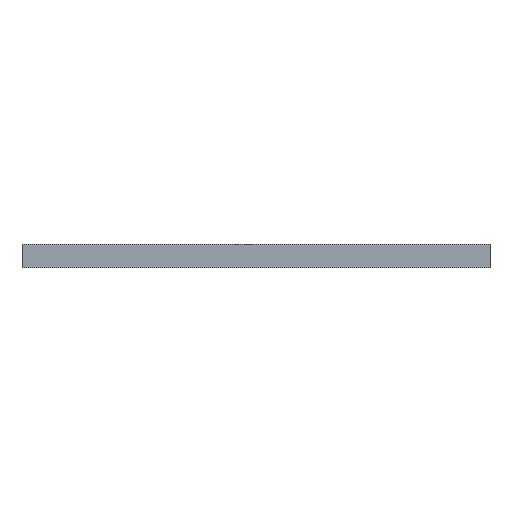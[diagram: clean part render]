
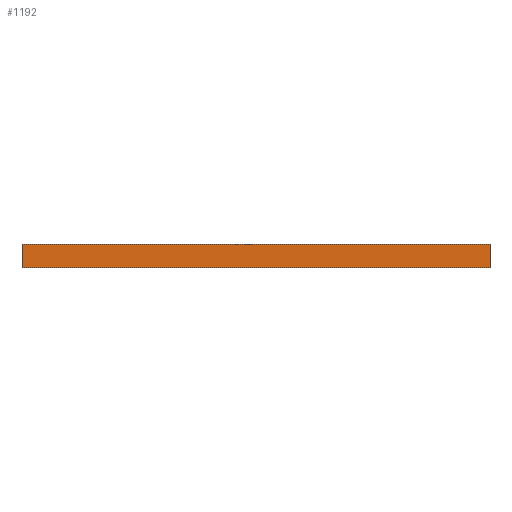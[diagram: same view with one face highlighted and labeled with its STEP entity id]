
A CAD part, front view. The second image highlights one B-rep face of the part: STEP entity #1192.
In plain terms, the highlighted planar face has unit normal (0, -1, 0).
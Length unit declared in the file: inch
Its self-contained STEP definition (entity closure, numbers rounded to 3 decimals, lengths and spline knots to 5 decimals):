
#30 = PLANE ( 'NONE',  #896 ) ;
#240 = LINE ( 'NONE', #929, #2827 ) ;
#896 = AXIS2_PLACEMENT_3D ( 'NONE', #1571, #2187, #3737 ) ;
#929 = CARTESIAN_POINT ( 'NONE',  ( -0.59055, -0.59055, 0.01969 ) ) ;
#1011 = EDGE_CURVE ( 'NONE', #6712, #4771, #240, .T. ) ;
#1192 = ADVANCED_FACE ( 'NONE', ( #5364 ), #30, .T. ) ;
#1305 = ORIENTED_EDGE ( 'NONE', *, *, #4889, .T. ) ;
#1358 = VECTOR ( 'NONE', #6831, 39.37008 ) ;
#1415 = CARTESIAN_POINT ( 'NONE',  ( -0.59055, -0.59055, 0. ) ) ;
#1562 = CARTESIAN_POINT ( 'NONE',  ( 0.59055, -0.59055, 0. ) ) ;
#1571 = CARTESIAN_POINT ( 'NONE',  ( -0.59055, -0.59055, 0. ) ) ;
#1712 = EDGE_CURVE ( 'NONE', #5406, #6712, #2961, .T. ) ;
#1936 = DIRECTION ( 'NONE',  ( 1., 0., 0. ) ) ;
#2022 = ORIENTED_EDGE ( 'NONE', *, *, #1011, .F. ) ;
#2187 = DIRECTION ( 'NONE',  ( 0., -1., 0. ) ) ;
#2577 = DIRECTION ( 'NONE',  ( 0., 0., 1. ) ) ;
#2771 = LINE ( 'NONE', #4458, #4557 ) ;
#2827 = VECTOR ( 'NONE', #1936, 39.37008 ) ;
#2961 = LINE ( 'NONE', #1415, #1358 ) ;
#3209 = CARTESIAN_POINT ( 'NONE',  ( -0.59055, -0.59055, 0.01969 ) ) ;
#3233 = EDGE_LOOP ( 'NONE', ( #6283, #1305, #3572, #2022 ) ) ;
#3540 = LINE ( 'NONE', #1562, #6587 ) ;
#3572 = ORIENTED_EDGE ( 'NONE', *, *, #5502, .T. ) ;
#3737 = DIRECTION ( 'NONE',  ( 1., 0., 0. ) ) ;
#4458 = CARTESIAN_POINT ( 'NONE',  ( -0.59055, -0.59055, -0.03937 ) ) ;
#4557 = VECTOR ( 'NONE', #5008, 39.37008 ) ;
#4771 = VERTEX_POINT ( 'NONE', #5422 ) ;
#4889 = EDGE_CURVE ( 'NONE', #5406, #5956, #2771, .T. ) ;
#5008 = DIRECTION ( 'NONE',  ( 1., 0., 0. ) ) ;
#5364 = FACE_OUTER_BOUND ( 'NONE', #3233, .T. ) ;
#5406 = VERTEX_POINT ( 'NONE', #5765 ) ;
#5422 = CARTESIAN_POINT ( 'NONE',  ( 0.59055, -0.59055, 0.01969 ) ) ;
#5502 = EDGE_CURVE ( 'NONE', #5956, #4771, #3540, .T. ) ;
#5765 = CARTESIAN_POINT ( 'NONE',  ( -0.59055, -0.59055, -0.03937 ) ) ;
#5956 = VERTEX_POINT ( 'NONE', #6660 ) ;
#6283 = ORIENTED_EDGE ( 'NONE', *, *, #1712, .F. ) ;
#6587 = VECTOR ( 'NONE', #2577, 39.37008 ) ;
#6660 = CARTESIAN_POINT ( 'NONE',  ( 0.59055, -0.59055, -0.03937 ) ) ;
#6712 = VERTEX_POINT ( 'NONE', #3209 ) ;
#6831 = DIRECTION ( 'NONE',  ( 0., 0., 1. ) ) ;
